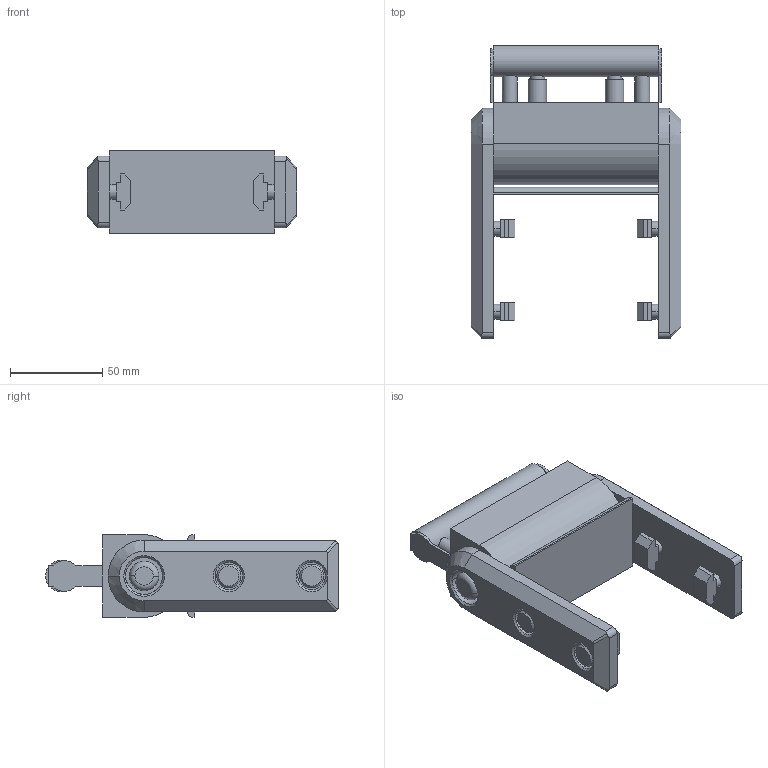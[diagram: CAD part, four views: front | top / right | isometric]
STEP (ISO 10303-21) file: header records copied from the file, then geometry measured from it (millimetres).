
FILE_DESCRIPTION(('STEP AP214'),'1');
FILE_NAME('cctmp_D8DCFD34-269D-4B2F-A3D7-B6C2ECBC8E9B_2025_01_07_12_02_55_0166_3664..stp','2025-01-07T11:02:55',('Bosch Rexroth AG'),('CADClick - www.CADClick.com'),'Spatial InterOp 3D',' ','unknown authorization - (Healing Option Enabled)');
FILE_SCHEMA(('AUTOMOTIVE_DESIGN'));
Length unit declared in the file: millimetre
Products named in the file (1): 2025_01_07_12_02_55_0147
Bounding box: 114 x 159 x 45 mm (x, y, z)
Volume: 293716.3 mm3; surface area: 66681.3 mm2
Topology: 1 solids, 1 shells, 264 faces, 681 edges, 432 vertices
Faces by surface type: plane 154, cylinder 82, cone 24, torus 4
Entity records: 10409 total; most frequent: CARTESIAN_POINT 1686, DIRECTION 1387, ORIENTED_EDGE 1362, EDGE_CURVE 681, AXIS2_PLACEMENT_3D 469, LINE 449, VECTOR 449, VERTEX_POINT 432
